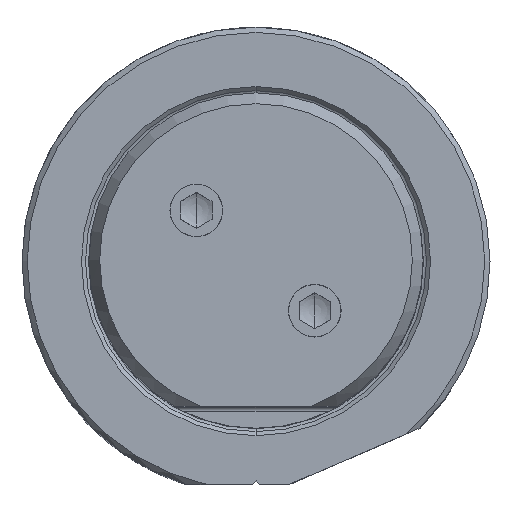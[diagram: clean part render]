
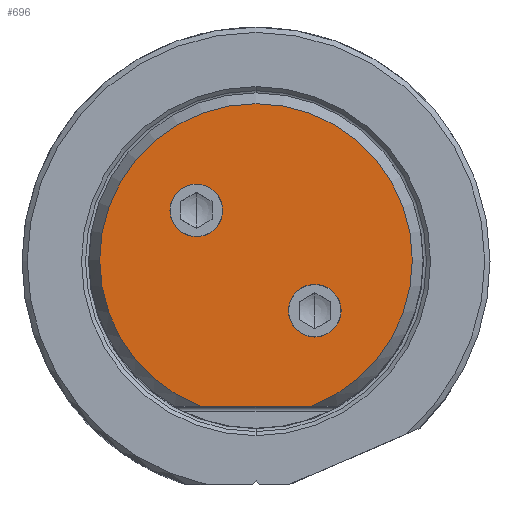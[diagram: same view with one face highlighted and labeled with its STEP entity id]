
A CAD part, top view. The second image highlights one B-rep face of the part: STEP entity #696.
In plain terms, the highlighted planar face has unit normal (0, 0, 1).
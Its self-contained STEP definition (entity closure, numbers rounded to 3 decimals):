
#129=PLANE('',#5896);
#696=ADVANCED_FACE('',(#936,#937,#938),#129,.T.);
#936=FACE_BOUND('',#1125,.T.);
#937=FACE_BOUND('',#1126,.T.);
#938=FACE_BOUND('',#1127,.T.);
#1125=EDGE_LOOP('',(#3146,#3147,#3148,#3149));
#1126=EDGE_LOOP('',(#3150,#3151));
#1127=EDGE_LOOP('',(#3152,#3153));
#1470=LINE('',#12780,#1781);
#1781=VECTOR('',#7037,1.);
#3146=ORIENTED_EDGE('',*,*,#4829,.T.);
#3147=ORIENTED_EDGE('',*,*,#4828,.T.);
#3148=ORIENTED_EDGE('',*,*,#4825,.F.);
#3149=ORIENTED_EDGE('',*,*,#4830,.T.);
#3150=ORIENTED_EDGE('',*,*,#4831,.T.);
#3151=ORIENTED_EDGE('',*,*,#4832,.T.);
#3152=ORIENTED_EDGE('',*,*,#4833,.T.);
#3153=ORIENTED_EDGE('',*,*,#4834,.T.);
#4108=VERTEX_POINT('',#12781);
#4109=VERTEX_POINT('',#12782);
#4110=VERTEX_POINT('',#12793);
#4111=VERTEX_POINT('',#12795);
#4112=VERTEX_POINT('',#12799);
#4113=VERTEX_POINT('',#12800);
#4114=VERTEX_POINT('',#12803);
#4115=VERTEX_POINT('',#12804);
#4825=EDGE_CURVE('',#4108,#4109,#1470,.T.);
#4828=EDGE_CURVE('',#4110,#4109,#5275,.T.);
#4829=EDGE_CURVE('',#4111,#4110,#5276,.T.);
#4830=EDGE_CURVE('',#4108,#4111,#5277,.T.);
#4831=EDGE_CURVE('',#4112,#4113,#5278,.T.);
#4832=EDGE_CURVE('',#4113,#4112,#5279,.T.);
#4833=EDGE_CURVE('',#4114,#4115,#5280,.T.);
#4834=EDGE_CURVE('',#4115,#4114,#5281,.T.);
#5275=CIRCLE('',#5888,14.847);
#5276=CIRCLE('',#5889,14.847);
#5277=CIRCLE('',#5890,14.847);
#5278=CIRCLE('',#5892,2.5);
#5279=CIRCLE('',#5893,2.5);
#5280=CIRCLE('',#5894,2.5);
#5281=CIRCLE('',#5895,2.5);
#5888=AXIS2_PLACEMENT_3D('',#12792,#7040,#7041);
#5889=AXIS2_PLACEMENT_3D('',#12794,#7042,#7043);
#5890=AXIS2_PLACEMENT_3D('',#12796,#7044,#7045);
#5892=AXIS2_PLACEMENT_3D('',#12798,#7048,#7049);
#5893=AXIS2_PLACEMENT_3D('',#12801,#7050,#7051);
#5894=AXIS2_PLACEMENT_3D('',#12802,#7052,#7053);
#5895=AXIS2_PLACEMENT_3D('',#12805,#7054,#7055);
#5896=AXIS2_PLACEMENT_3D('',#12806,#7056,#7057);
#7037=DIRECTION('',(-1.,0.,0.));
#7040=DIRECTION('',(0.,0.,1.));
#7041=DIRECTION('',(-1.,0.,0.));
#7042=DIRECTION('',(0.,0.,1.));
#7043=DIRECTION('',(1.,0.,0.));
#7044=DIRECTION('',(0.,0.,1.));
#7045=DIRECTION('',(0.356,-0.935,0.));
#7048=DIRECTION('',(0.,0.,-1.));
#7049=DIRECTION('',(1.,0.,0.));
#7050=DIRECTION('',(0.,0.,-1.));
#7051=DIRECTION('',(-1.,0.,0.));
#7052=DIRECTION('',(0.,0.,-1.));
#7053=DIRECTION('',(1.,0.,0.));
#7054=DIRECTION('',(0.,0.,-1.));
#7055=DIRECTION('',(-1.,0.,0.));
#7056=DIRECTION('',(0.,0.,1.));
#7057=DIRECTION('',(1.,0.,0.));
#12780=CARTESIAN_POINT('',(5.284,-13.875,60.33));
#12781=CARTESIAN_POINT('',(5.284,-13.875,60.33));
#12782=CARTESIAN_POINT('',(-5.284,-13.875,60.33));
#12792=CARTESIAN_POINT('',(0.,0.,60.33));
#12793=CARTESIAN_POINT('',(-14.847,0.,60.33));
#12794=CARTESIAN_POINT('',(0.,0.,60.33));
#12795=CARTESIAN_POINT('',(14.847,0.,60.33));
#12796=CARTESIAN_POINT('',(0.,0.,60.33));
#12798=CARTESIAN_POINT('',(5.586,-4.814,60.33));
#12799=CARTESIAN_POINT('',(8.086,-4.814,60.33));
#12800=CARTESIAN_POINT('',(3.086,-4.814,60.33));
#12801=CARTESIAN_POINT('',(5.586,-4.814,60.33));
#12802=CARTESIAN_POINT('',(-5.67,4.716,60.33));
#12803=CARTESIAN_POINT('',(-3.17,4.716,60.33));
#12804=CARTESIAN_POINT('',(-8.17,4.716,60.33));
#12805=CARTESIAN_POINT('',(-5.67,4.716,60.33));
#12806=CARTESIAN_POINT('',(0.,0.487,60.33));
